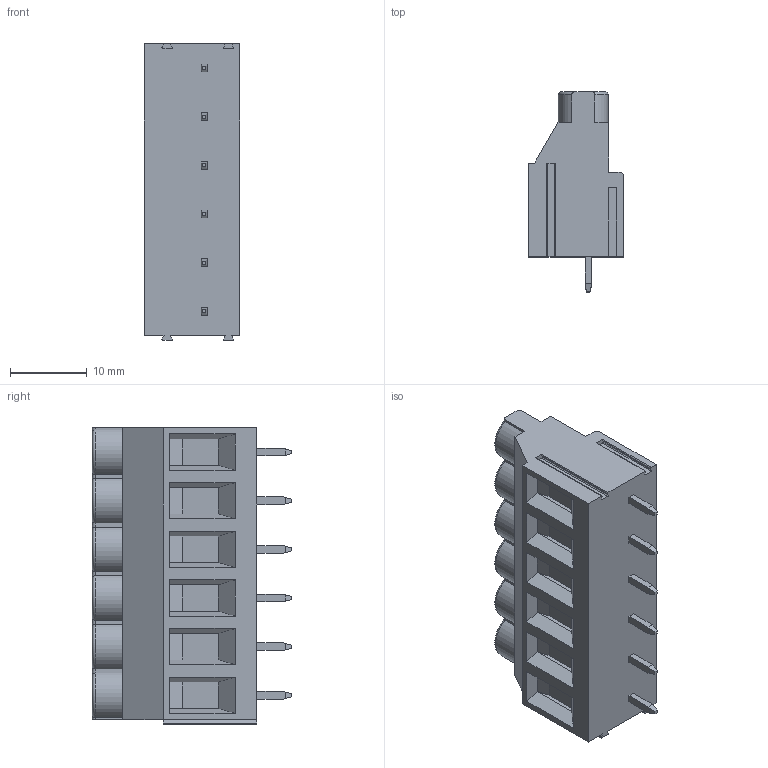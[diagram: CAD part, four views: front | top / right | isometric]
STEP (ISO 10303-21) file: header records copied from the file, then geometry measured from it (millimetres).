
FILE_DESCRIPTION((''),'2;1');
FILE_NAME('TL901V-XXP-XC','2024-12-11T',('yanfa'),(''),'PRO/ENGINEER BY PARAMETRIC TECHNOLOGY CORPORATION, 2009280','PRO/ENGINEER BY PARAMETRIC TECHNOLOGY CORPORATION, 2009280','');
FILE_SCHEMA(('AUTOMOTIVE_DESIGN_CC2 { 1 2 10303 214 -1 1 5 2 }'));
Length unit declared in the file: millimetre
Products named in the file (1): TL901V-XXP-XC
Bounding box: 12.5 x 26.1 x 38.7 mm (x, y, z)
Volume: 7459.3 mm3; surface area: 3723.1 mm2
Topology: 1 solids, 1 shells, 375 faces, 969 edges, 614 vertices
Faces by surface type: plane 240, cylinder 87, torus 24, cone 24
Entity records: 11571 total; most frequent: CARTESIAN_POINT 2300, ORIENTED_EDGE 1938, DIRECTION 1869, EDGE_CURVE 969, VECTOR 723, LINE 723, VERTEX_POINT 614, AXIS2_PLACEMENT_3D 573
